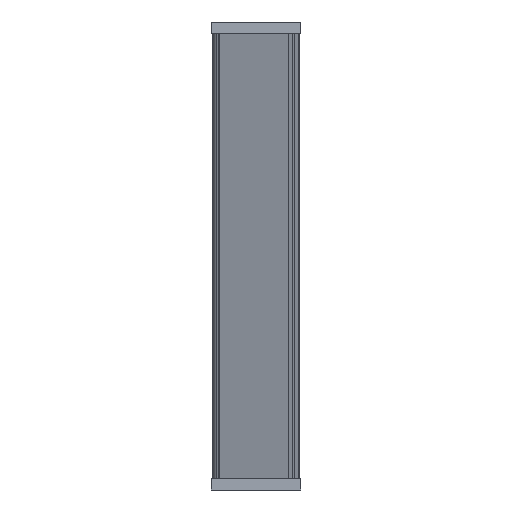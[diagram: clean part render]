
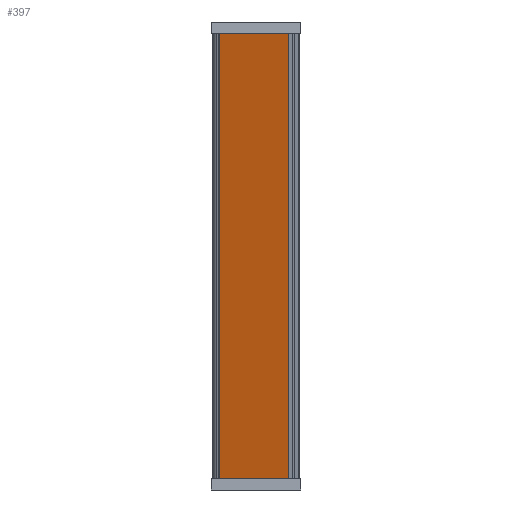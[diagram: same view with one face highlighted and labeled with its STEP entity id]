
A CAD part, left-side view. The second image highlights one B-rep face of the part: STEP entity #397.
In plain terms, the highlighted planar face has unit normal (-0.94, 0.342, 0).
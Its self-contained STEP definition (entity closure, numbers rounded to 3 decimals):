
#10 = VECTOR ( 'NONE', #1293, 1000. ) ;
#40 = DIRECTION ( 'NONE',  ( 0.342, 0.94, 0. ) ) ;
#46 = PLANE ( 'NONE',  #1231 ) ;
#53 = DIRECTION ( 'NONE',  ( 0., 0., 1. ) ) ;
#60 = VERTEX_POINT ( 'NONE', #583 ) ;
#233 = ORIENTED_EDGE ( 'NONE', *, *, #360, .F. ) ;
#274 = LINE ( 'NONE', #990, #10 ) ;
#334 = CARTESIAN_POINT ( 'NONE',  ( 6.033, 0., -200. ) ) ;
#337 = VERTEX_POINT ( 'NONE', #1258 ) ;
#360 = EDGE_CURVE ( 'NONE', #1018, #456, #870, .T. ) ;
#363 = CARTESIAN_POINT ( 'NONE',  ( -6.955, -35.684, -200. ) ) ;
#397 = ADVANCED_FACE ( 'NONE', ( #706 ), #46, .F. ) ;
#419 = EDGE_CURVE ( 'NONE', #456, #337, #1217, .T. ) ;
#455 = DIRECTION ( 'NONE',  ( 0.342, 0.94, 0. ) ) ;
#456 = VERTEX_POINT ( 'NONE', #1067 ) ;
#502 = ORIENTED_EDGE ( 'NONE', *, *, #763, .T. ) ;
#583 = CARTESIAN_POINT ( 'NONE',  ( -6.955, -35.684, 0. ) ) ;
#607 = EDGE_LOOP ( 'NONE', ( #784, #1112, #233, #502 ) ) ;
#646 = EDGE_CURVE ( 'NONE', #60, #337, #274, .T. ) ;
#651 = VECTOR ( 'NONE', #1291, 1000. ) ;
#657 = CARTESIAN_POINT ( 'NONE',  ( 5.075, -2.632, -200. ) ) ;
#706 = FACE_OUTER_BOUND ( 'NONE', #607, .T. ) ;
#745 = CARTESIAN_POINT ( 'NONE',  ( 6.033, 0., -200. ) ) ;
#763 = EDGE_CURVE ( 'NONE', #1018, #60, #929, .T. ) ;
#784 = ORIENTED_EDGE ( 'NONE', *, *, #646, .T. ) ;
#819 = CARTESIAN_POINT ( 'NONE',  ( -6.955, -35.684, -200. ) ) ;
#870 = LINE ( 'NONE', #334, #1280 ) ;
#929 = LINE ( 'NONE', #363, #651 ) ;
#990 = CARTESIAN_POINT ( 'NONE',  ( 6.033, 0., 0. ) ) ;
#1018 = VERTEX_POINT ( 'NONE', #819 ) ;
#1064 = DIRECTION ( 'NONE',  ( 0.94, -0.342, 0. ) ) ;
#1067 = CARTESIAN_POINT ( 'NONE',  ( 5.075, -2.632, -200. ) ) ;
#1112 = ORIENTED_EDGE ( 'NONE', *, *, #419, .F. ) ;
#1217 = LINE ( 'NONE', #657, #1248 ) ;
#1231 = AXIS2_PLACEMENT_3D ( 'NONE', #745, #1064, #455 ) ;
#1248 = VECTOR ( 'NONE', #53, 1000. ) ;
#1258 = CARTESIAN_POINT ( 'NONE',  ( 5.075, -2.632, 0. ) ) ;
#1280 = VECTOR ( 'NONE', #40, 1000. ) ;
#1291 = DIRECTION ( 'NONE',  ( 0., 0., 1. ) ) ;
#1293 = DIRECTION ( 'NONE',  ( 0.342, 0.94, 0. ) ) ;
